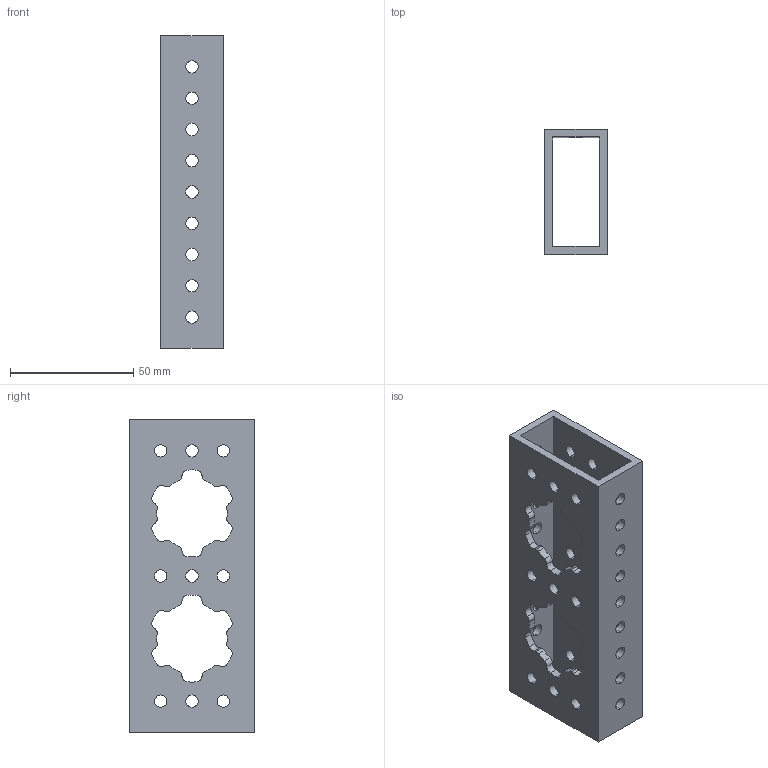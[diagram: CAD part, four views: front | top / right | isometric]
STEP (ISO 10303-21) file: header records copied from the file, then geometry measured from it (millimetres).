
FILE_DESCRIPTION (( 'STEP AP203' ), '1' );
FILE_NAME ('REV-21-3559.STEP', '2024-09-18T19:50:00', ( '' ), ( '' ), 'SwSTEP 2.0', 'SolidWorks 2022', '' );
FILE_SCHEMA (( 'CONFIG_CONTROL_DESIGN' ));
Length unit declared in the file: millimetre
Products named in the file (1): REV-21-3559
Bounding box: 25.4 x 50.8 x 127 mm (x, y, z)
Volume: 43874.3 mm3; surface area: 31832.6 mm2
Topology: 1 solids, 1 shells, 246 faces, 732 edges, 488 vertices
Faces by surface type: cylinder 236, plane 10
Entity records: 8789 total; most frequent: DIRECTION 1698, CARTESIAN_POINT 1467, ORIENTED_EDGE 1464, EDGE_CURVE 732, AXIS2_PLACEMENT_3D 719, VERTEX_POINT 488, CIRCLE 472, EDGE_LOOP 328
